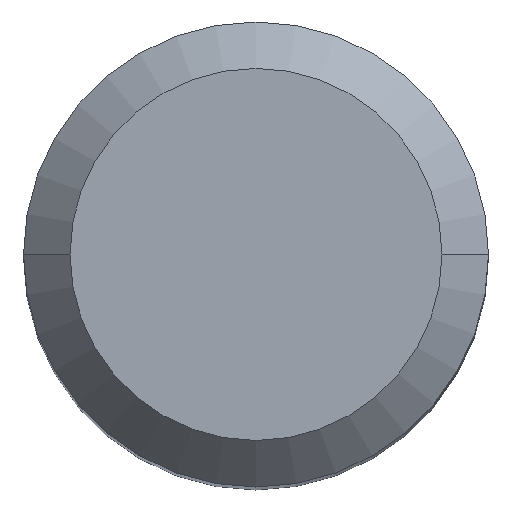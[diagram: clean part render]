
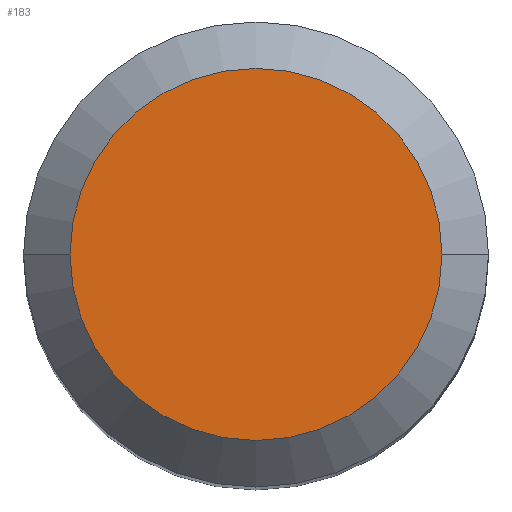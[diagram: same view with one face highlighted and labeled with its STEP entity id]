
A CAD part, top view. The second image highlights one B-rep face of the part: STEP entity #183.
In plain terms, the highlighted planar face has unit normal (0, 0, 1).
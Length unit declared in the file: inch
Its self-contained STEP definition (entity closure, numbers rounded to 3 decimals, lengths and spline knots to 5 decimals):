
#3 = CARTESIAN_POINT ( 'NONE',  ( 0.18896, 0., 0. ) ) ;
#20 = CARTESIAN_POINT ( 'NONE',  ( 0., 0., 0. ) ) ;
#21 = AXIS2_PLACEMENT_3D ( 'NONE', #20, #198, #384 ) ;
#30 = CARTESIAN_POINT ( 'NONE',  ( 0., 0., 0. ) ) ;
#40 = VERTEX_POINT ( 'NONE', #225 ) ;
#52 = ORIENTED_EDGE ( 'NONE', *, *, #403, .T. ) ;
#77 = ORIENTED_EDGE ( 'NONE', *, *, #306, .T. ) ;
#101 = DIRECTION ( 'NONE',  ( 0., 0., 1. ) ) ;
#128 = EDGE_LOOP ( 'NONE', ( #77, #52 ) ) ;
#142 = VERTEX_POINT ( 'NONE', #3 ) ;
#146 = CIRCLE ( 'NONE', #423, 0.18896 ) ;
#161 = DIRECTION ( 'NONE',  ( 1., 0., 0. ) ) ;
#172 = CIRCLE ( 'NONE', #332, 0.18896 ) ;
#183 = ADVANCED_FACE ( 'NONE', ( #359 ), #244, .F. ) ;
#198 = DIRECTION ( 'NONE',  ( 0., 0., -1. ) ) ;
#225 = CARTESIAN_POINT ( 'NONE',  ( -0.18896, 0., 0. ) ) ;
#244 = PLANE ( 'NONE',  #21 ) ;
#247 = CARTESIAN_POINT ( 'NONE',  ( 0., 0., 0. ) ) ;
#306 = EDGE_CURVE ( 'NONE', #40, #142, #172, .T. ) ;
#322 = DIRECTION ( 'NONE',  ( 1., 0., 0. ) ) ;
#332 = AXIS2_PLACEMENT_3D ( 'NONE', #247, #461, #161 ) ;
#359 = FACE_OUTER_BOUND ( 'NONE', #128, .T. ) ;
#384 = DIRECTION ( 'NONE',  ( -1., 0., 0. ) ) ;
#403 = EDGE_CURVE ( 'NONE', #142, #40, #146, .T. ) ;
#423 = AXIS2_PLACEMENT_3D ( 'NONE', #30, #101, #322 ) ;
#461 = DIRECTION ( 'NONE',  ( 0., 0., 1. ) ) ;
